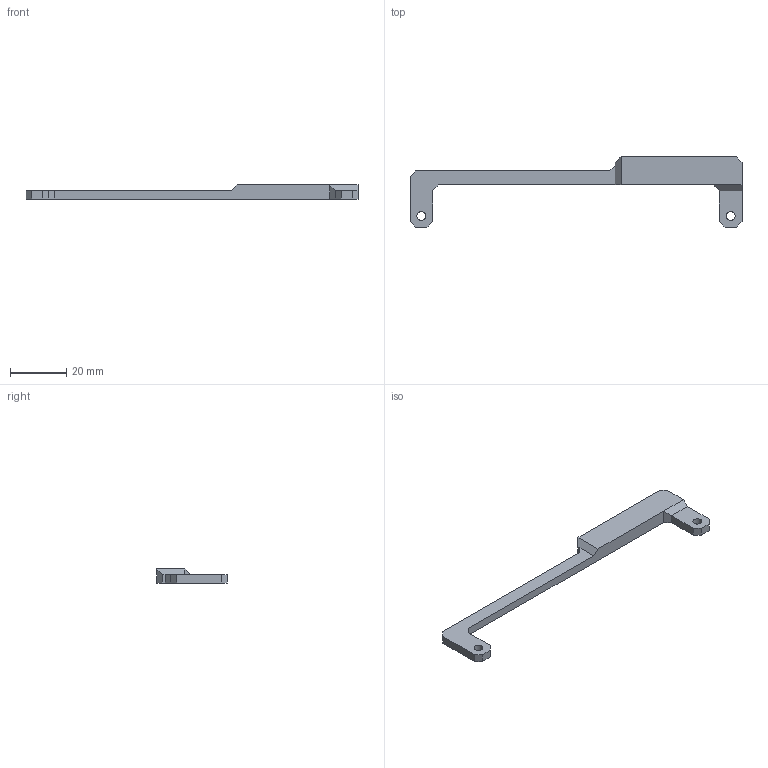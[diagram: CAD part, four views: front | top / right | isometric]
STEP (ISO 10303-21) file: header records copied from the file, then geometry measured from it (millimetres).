
FILE_DESCRIPTION(/* description */ (''),/* implementation_level */ '2;1');
FILE_NAME(/* name */ 'Z axis homing bar.stp',/* time_stamp */ '2025-07-22T13:45:54-06:00',/* author */ ('Gao'),/* organization */ (''),/* preprocessor_version */ 'ST-DEVELOPER v20.1',/* originating_system */ 'Autodesk Inventor 2026',/* authorisation */ '');
FILE_SCHEMA (('AUTOMOTIVE_DESIGN { 1 0 10303 214 3 1 1 }'));
Length unit declared in the file: millimetre
Products named in the file (1): Z axis homing bar
Bounding box: 118 x 25 x 5 mm (x, y, z)
Volume: 3986.1 mm3; surface area: 3229.2 mm2
Topology: 1 solids, 1 shells, 28 faces, 74 edges, 48 vertices
Faces by surface type: plane 26, cylinder 2
Full cylindrical faces by diameter (mm): 3.2 x2
Entity records: 901 total; most frequent: CARTESIAN_POINT 151, ORIENTED_EDGE 148, DIRECTION 136, EDGE_CURVE 74, LINE 70, VECTOR 70, VERTEX_POINT 48, AXIS2_PLACEMENT_3D 33
